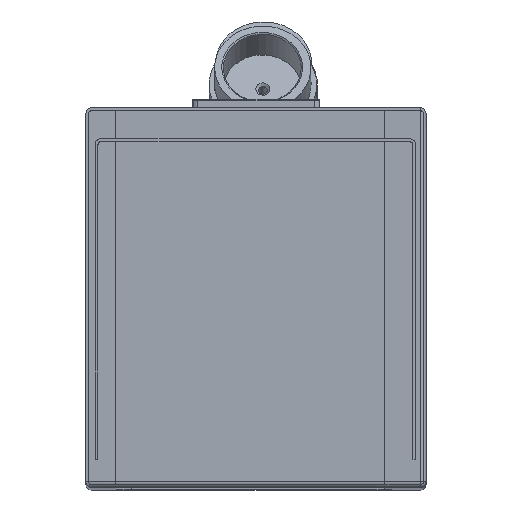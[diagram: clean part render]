
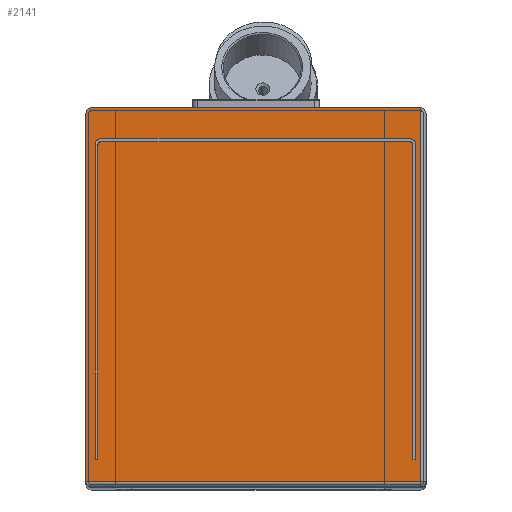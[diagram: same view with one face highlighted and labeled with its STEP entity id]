
A CAD part, top view. The second image highlights one B-rep face of the part: STEP entity #2141.
In plain terms, the highlighted planar face has unit normal (0, 0, 1).
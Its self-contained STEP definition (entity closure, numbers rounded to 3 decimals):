
#160=CIRCLE('',#2378,2.);
#324=ORIENTED_EDGE('',*,*,#868,.T.);
#325=ORIENTED_EDGE('',*,*,#899,.T.);
#326=ORIENTED_EDGE('',*,*,#900,.T.);
#327=ORIENTED_EDGE('',*,*,#901,.T.);
#328=ORIENTED_EDGE('',*,*,#902,.T.);
#868=EDGE_CURVE('',#1158,#1157,#1349,.T.);
#899=EDGE_CURVE('',#1157,#1185,#160,.T.);
#900=EDGE_CURVE('',#1185,#1186,#1380,.T.);
#901=EDGE_CURVE('',#1186,#1187,#1381,.F.);
#902=EDGE_CURVE('',#1187,#1158,#1382,.F.);
#1157=VERTEX_POINT('',#3416);
#1158=VERTEX_POINT('',#3418);
#1185=VERTEX_POINT('',#3480);
#1186=VERTEX_POINT('',#3482);
#1187=VERTEX_POINT('',#3484);
#1349=LINE('',#3417,#1522);
#1380=LINE('',#3481,#1553);
#1381=LINE('',#3483,#1554);
#1382=LINE('',#3485,#1555);
#1522=VECTOR('',#2676,1000.);
#1553=VECTOR('',#2717,1000.);
#1554=VECTOR('',#2718,1000.);
#1555=VECTOR('',#2719,1000.);
#1686=EDGE_LOOP('',(#324,#325,#326,#327,#328));
#1879=FACE_BOUND('',#1686,.T.);
#2068=PLANE('',#2377);
#2141=ADVANCED_FACE('',(#1879),#2068,.T.);
#2377=AXIS2_PLACEMENT_3D('',#3478,#2713,#2714);
#2378=AXIS2_PLACEMENT_3D('',#3479,#2715,#2716);
#2676=DIRECTION('',(-1.,0.,0.));
#2713=DIRECTION('',(0.,0.,1.));
#2714=DIRECTION('',(1.,0.,0.));
#2715=DIRECTION('',(0.,0.,1.));
#2716=DIRECTION('',(1.,0.,0.));
#2717=DIRECTION('',(0.,-1.,0.));
#2718=DIRECTION('',(-1.,0.,0.));
#2719=DIRECTION('',(0.,-1.,0.));
#3416=CARTESIAN_POINT('',(-58.,301.5,242.5));
#3417=CARTESIAN_POINT('',(60.,301.5,242.5));
#3418=CARTESIAN_POINT('',(58.,301.5,242.5));
#3478=CARTESIAN_POINT('',(60.,470.,242.5));
#3479=CARTESIAN_POINT('',(-58.,299.5,242.5));
#3480=CARTESIAN_POINT('',(-60.,299.5,242.5));
#3481=CARTESIAN_POINT('',(-60.,470.,242.5));
#3482=CARTESIAN_POINT('',(-60.,169.5,242.5));
#3483=CARTESIAN_POINT('',(60.,169.5,242.5));
#3484=CARTESIAN_POINT('',(58.,169.5,242.5));
#3485=CARTESIAN_POINT('',(58.,470.,242.5));
